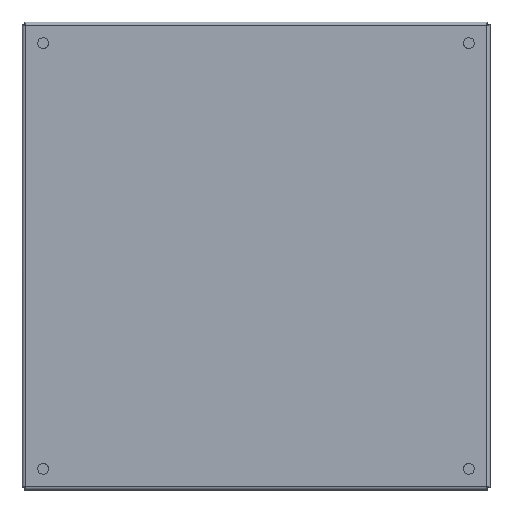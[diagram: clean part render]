
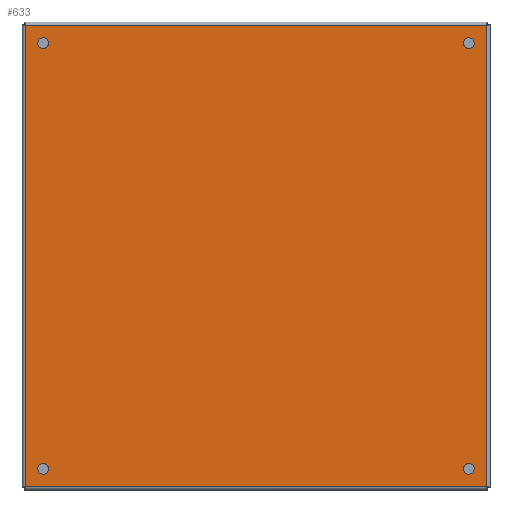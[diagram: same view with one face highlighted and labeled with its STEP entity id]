
A CAD part, front view. The second image highlights one B-rep face of the part: STEP entity #633.
In plain terms, the highlighted planar face has unit normal (0, -1, 0).
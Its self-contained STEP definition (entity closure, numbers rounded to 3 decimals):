
#633 = ADVANCED_FACE( '', ( #1313, #1314, #1315, #1316, #1317 ), #1318, .T. );
#1313 = FACE_BOUND( '', #2272, .T. );
#1314 = FACE_BOUND( '', #2273, .T. );
#1315 = FACE_BOUND( '', #2274, .T. );
#1316 = FACE_BOUND( '', #2275, .T. );
#1317 = FACE_OUTER_BOUND( '', #2276, .T. );
#1318 = PLANE( '', #2277 );
#2272 = EDGE_LOOP( '', ( #3771 ) );
#2273 = EDGE_LOOP( '', ( #3772 ) );
#2274 = EDGE_LOOP( '', ( #3773 ) );
#2275 = EDGE_LOOP( '', ( #3774 ) );
#2276 = EDGE_LOOP( '', ( #3775, #3776, #3777, #3778 ) );
#2277 = AXIS2_PLACEMENT_3D( '', #3779, #3780, #3781 );
#3771 = ORIENTED_EDGE( '', *, *, #5014, .T. );
#3772 = ORIENTED_EDGE( '', *, *, #4935, .T. );
#3773 = ORIENTED_EDGE( '', *, *, #5015, .T. );
#3774 = ORIENTED_EDGE( '', *, *, #4582, .T. );
#3775 = ORIENTED_EDGE( '', *, *, #5016, .T. );
#3776 = ORIENTED_EDGE( '', *, *, #4815, .F. );
#3777 = ORIENTED_EDGE( '', *, *, #4609, .F. );
#3778 = ORIENTED_EDGE( '', *, *, #4705, .F. );
#3779 = CARTESIAN_POINT( '', ( 0., 0., 0. ) );
#3780 = DIRECTION( '', ( 0., -1., 0. ) );
#3781 = DIRECTION( '', ( 0., 0., -1. ) );
#4582 = EDGE_CURVE( '', #5400, #5400, #5401, .T. );
#4609 = EDGE_CURVE( '', #5293, #5447, #5448, .T. );
#4705 = EDGE_CURVE( '', #5593, #5293, #5595, .T. );
#4815 = EDGE_CURVE( '', #5447, #5607, #5759, .T. );
#4935 = EDGE_CURVE( '', #5922, #5922, #5923, .T. );
#5014 = EDGE_CURVE( '', #6023, #6023, #6024, .T. );
#5015 = EDGE_CURVE( '', #6025, #6025, #6026, .T. );
#5016 = EDGE_CURVE( '', #5593, #5607, #6027, .T. );
#5293 = VERTEX_POINT( '', #6453 );
#5400 = VERTEX_POINT( '', #6617 );
#5401 = CIRCLE( '', #6618, 3.683 );
#5447 = VERTEX_POINT( '', #6683 );
#5448 = LINE( '', #6684, #6685 );
#5593 = VERTEX_POINT( '', #6918 );
#5595 = LINE( '', #6929, #6930 );
#5607 = VERTEX_POINT( '', #6964 );
#5759 = LINE( '', #7223, #7224 );
#5922 = VERTEX_POINT( '', #7484 );
#5923 = CIRCLE( '', #7485, 3.683 );
#6023 = VERTEX_POINT( '', #7661 );
#6024 = CIRCLE( '', #7662, 3.683 );
#6025 = VERTEX_POINT( '', #7663 );
#6026 = CIRCLE( '', #7664, 3.683 );
#6027 = LINE( '', #7665, #7666 );
#6453 = CARTESIAN_POINT( '', ( 154.762, 0., -154.762 ) );
#6617 = CARTESIAN_POINT( '', ( -139.192, 0., -142.875 ) );
#6618 = AXIS2_PLACEMENT_3D( '', #8050, #8051, #8052 );
#6683 = CARTESIAN_POINT( '', ( -154.762, 0., -154.762 ) );
#6684 = CARTESIAN_POINT( '', ( 154.762, 0., -154.762 ) );
#6685 = VECTOR( '', #8075, 1000. );
#6918 = CARTESIAN_POINT( '', ( 154.762, 0., 154.762 ) );
#6929 = CARTESIAN_POINT( '', ( 154.762, 0., 154.762 ) );
#6930 = VECTOR( '', #8158, 1000. );
#6964 = CARTESIAN_POINT( '', ( -154.762, 0., 154.762 ) );
#7223 = CARTESIAN_POINT( '', ( -154.762, 0., -154.762 ) );
#7224 = VECTOR( '', #8273, 1000. );
#7484 = CARTESIAN_POINT( '', ( 146.558, 0., -142.875 ) );
#7485 = AXIS2_PLACEMENT_3D( '', #8392, #8393, #8394 );
#7661 = CARTESIAN_POINT( '', ( 146.558, 0., 142.875 ) );
#7662 = AXIS2_PLACEMENT_3D( '', #8467, #8468, #8469 );
#7663 = CARTESIAN_POINT( '', ( -139.192, 0., 142.875 ) );
#7664 = AXIS2_PLACEMENT_3D( '', #8470, #8471, #8472 );
#7665 = CARTESIAN_POINT( '', ( -154.762, 0., 154.762 ) );
#7666 = VECTOR( '', #8473, 1000. );
#8050 = CARTESIAN_POINT( '', ( -142.875, 0., -142.875 ) );
#8051 = DIRECTION( '', ( 0., 1., 0. ) );
#8052 = DIRECTION( '', ( 1., 0., 0. ) );
#8075 = DIRECTION( '', ( -1., 0., 0. ) );
#8158 = DIRECTION( '', ( 0., 0., -1. ) );
#8273 = DIRECTION( '', ( 0., 0., 1. ) );
#8392 = CARTESIAN_POINT( '', ( 142.875, 0., -142.875 ) );
#8393 = DIRECTION( '', ( 0., 1., 0. ) );
#8394 = DIRECTION( '', ( 1., 0., 0. ) );
#8467 = CARTESIAN_POINT( '', ( 142.875, 0., 142.875 ) );
#8468 = DIRECTION( '', ( 0., 1., 0. ) );
#8469 = DIRECTION( '', ( 1., 0., 0. ) );
#8470 = CARTESIAN_POINT( '', ( -142.875, 0., 142.875 ) );
#8471 = DIRECTION( '', ( 0., 1., 0. ) );
#8472 = DIRECTION( '', ( 1., 0., 0. ) );
#8473 = DIRECTION( '', ( -1., 0., 0. ) );
